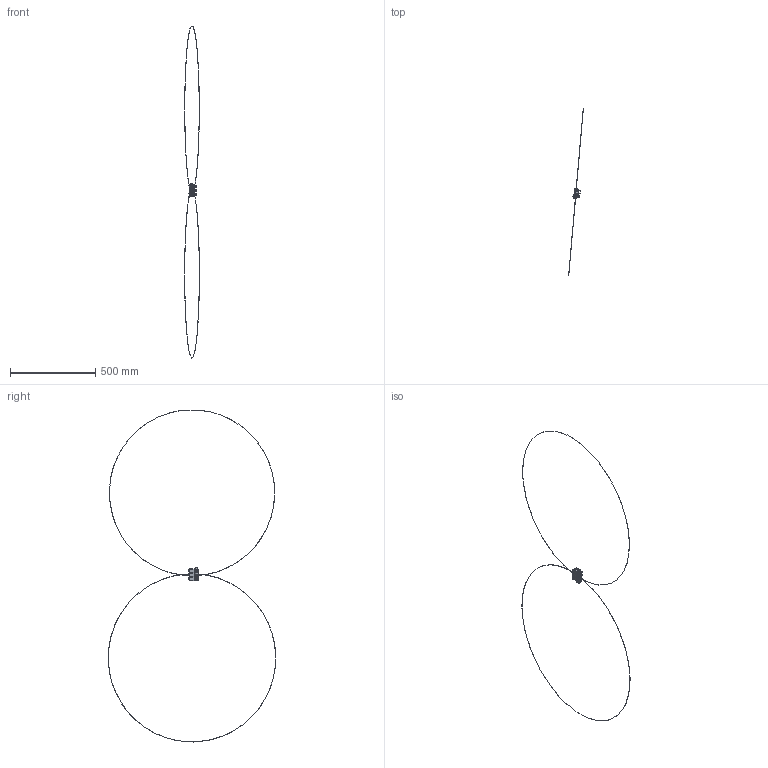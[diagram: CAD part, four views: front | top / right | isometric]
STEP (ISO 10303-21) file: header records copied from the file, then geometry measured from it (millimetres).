
FILE_DESCRIPTION((''),'2;1');
FILE_NAME('23MA2V026_ASM','2015-06-17T',('manzoniste'),('O.D.E.'),'PRO/ENGINEER BY PARAMETRIC TECHNOLOGY CORPORATION, 2011410','PRO/ENGINEER BY PARAMETRIC TECHNOLOGY CORPORATION, 2011410','');
FILE_SCHEMA(('CONFIG_CONTROL_DESIGN','SHAPE_APPEARANCE_LAYERS_GROUPS'));
Products named in the file (1): 23MA2V026_ASM
Bounding box: 86.69 x 983.52 x 1948.35 mm (x, y, z)
Surface area: 97521.3 mm2 (no closed solid volume)
Topology: 0 solids, 0 shells, 3317 faces, 16974 edges, 16781 vertices
Faces by surface type: bspline 2991, torus 274, sphere 52
Entity records: 310973 total; most frequent: CARTESIAN_POINT 138865, DIRECTION 22311, TRIMMED_CURVE 19044, DEFINITIONAL_REPRESENTATION 16606, PCURVE 16606, COMPOSITE_CURVE_SEGMENT 16606, VECTOR 16429, LINE 16429
